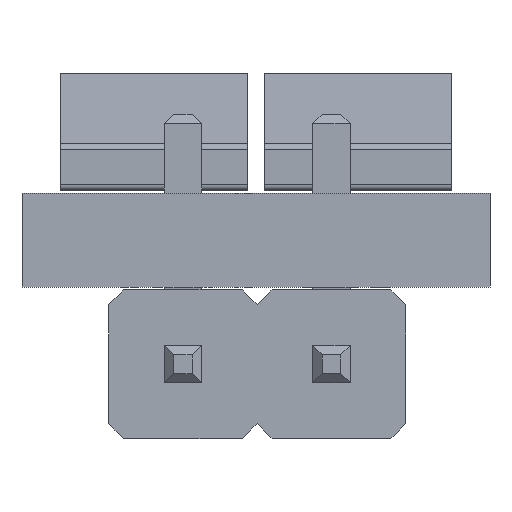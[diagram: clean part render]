
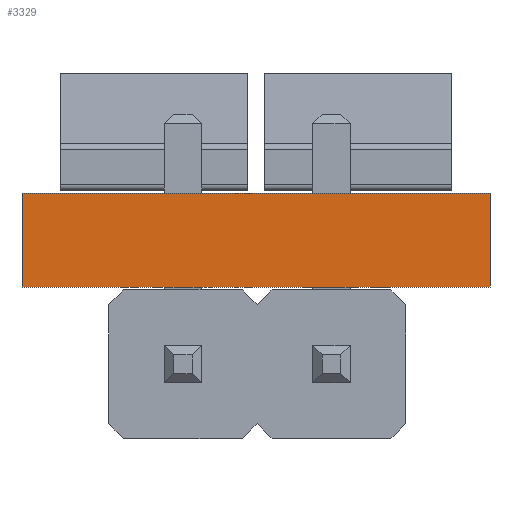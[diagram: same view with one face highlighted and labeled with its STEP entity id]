
A CAD part, front view. The second image highlights one B-rep face of the part: STEP entity #3329.
In plain terms, the highlighted planar face has unit normal (0, -1, 0).
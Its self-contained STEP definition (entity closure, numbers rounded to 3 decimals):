
#3329 = ADVANCED_FACE('',(#3330),#3364,.T.);
#3330 = FACE_BOUND('',#3331,.T.);
#3331 = EDGE_LOOP('',(#3332,#3342,#3350,#3358));
#3332 = ORIENTED_EDGE('',*,*,#3333,.T.);
#3333 = EDGE_CURVE('',#3334,#3336,#3338,.T.);
#3334 = VERTEX_POINT('',#3335);
#3335 = CARTESIAN_POINT('',(28.,-41.,0.));
#3336 = VERTEX_POINT('',#3337);
#3337 = CARTESIAN_POINT('',(28.,-41.,1.6));
#3338 = LINE('',#3339,#3340);
#3339 = CARTESIAN_POINT('',(28.,-41.,0.));
#3340 = VECTOR('',#3341,1.);
#3341 = DIRECTION('',(0.,0.,1.));
#3342 = ORIENTED_EDGE('',*,*,#3343,.T.);
#3343 = EDGE_CURVE('',#3336,#3344,#3346,.T.);
#3344 = VERTEX_POINT('',#3345);
#3345 = CARTESIAN_POINT('',(20.,-41.,1.6));
#3346 = LINE('',#3347,#3348);
#3347 = CARTESIAN_POINT('',(28.,-41.,1.6));
#3348 = VECTOR('',#3349,1.);
#3349 = DIRECTION('',(-1.,0.,0.));
#3350 = ORIENTED_EDGE('',*,*,#3351,.F.);
#3351 = EDGE_CURVE('',#3352,#3344,#3354,.T.);
#3352 = VERTEX_POINT('',#3353);
#3353 = CARTESIAN_POINT('',(20.,-41.,0.));
#3354 = LINE('',#3355,#3356);
#3355 = CARTESIAN_POINT('',(20.,-41.,0.));
#3356 = VECTOR('',#3357,1.);
#3357 = DIRECTION('',(0.,0.,1.));
#3358 = ORIENTED_EDGE('',*,*,#3359,.F.);
#3359 = EDGE_CURVE('',#3334,#3352,#3360,.T.);
#3360 = LINE('',#3361,#3362);
#3361 = CARTESIAN_POINT('',(28.,-41.,0.));
#3362 = VECTOR('',#3363,1.);
#3363 = DIRECTION('',(-1.,0.,0.));
#3364 = PLANE('',#3365);
#3365 = AXIS2_PLACEMENT_3D('',#3366,#3367,#3368);
#3366 = CARTESIAN_POINT('',(28.,-41.,0.));
#3367 = DIRECTION('',(0.,-1.,0.));
#3368 = DIRECTION('',(-1.,0.,0.));
